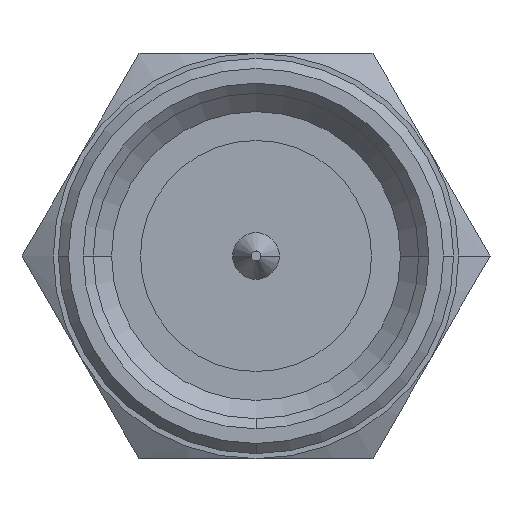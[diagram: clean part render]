
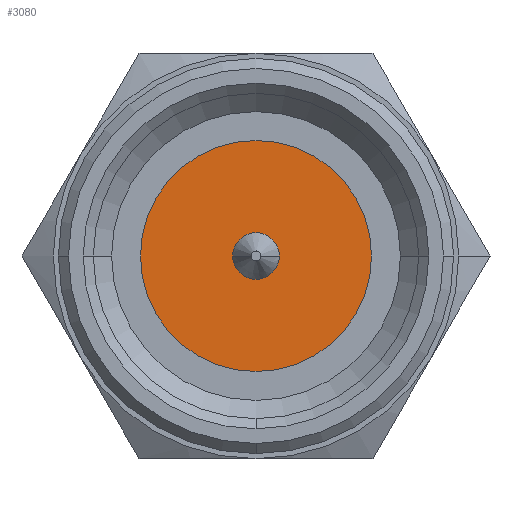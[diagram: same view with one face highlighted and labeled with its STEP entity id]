
A CAD part, left-side view. The second image highlights one B-rep face of the part: STEP entity #3080.
In plain terms, the highlighted planar face has unit normal (-1, 0, 0).
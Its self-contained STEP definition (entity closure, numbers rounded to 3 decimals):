
#171 = ORIENTED_EDGE ( 'NONE', *, *, #1526, .F. ) ;
#324 = CIRCLE ( 'NONE', #4742, 0.46 ) ;
#345 = CARTESIAN_POINT ( 'NONE',  ( 3.15, 0.46, 0. ) ) ;
#467 = CARTESIAN_POINT ( 'NONE',  ( 3.15, 0., 0. ) ) ;
#475 = CARTESIAN_POINT ( 'NONE',  ( 3.15, 0., 0. ) ) ;
#476 = EDGE_CURVE ( 'NONE', #3259, #7364, #1944, .T. ) ;
#530 = CARTESIAN_POINT ( 'NONE',  ( 3.15, -0.46, 0. ) ) ;
#584 = VERTEX_POINT ( 'NONE', #530 ) ;
#924 = AXIS2_PLACEMENT_3D ( 'NONE', #475, #3519, #2883 ) ;
#971 = ORIENTED_EDGE ( 'NONE', *, *, #6185, .F. ) ;
#1020 = DIRECTION ( 'NONE',  ( 0., 1., 0. ) ) ;
#1138 = PLANE ( 'NONE',  #6649 ) ;
#1161 = VERTEX_POINT ( 'NONE', #345 ) ;
#1283 = CIRCLE ( 'NONE', #3311, 2.28 ) ;
#1289 = CARTESIAN_POINT ( 'NONE',  ( 3.15, 2.28, 0. ) ) ;
#1526 = EDGE_CURVE ( 'NONE', #1161, #584, #324, .T. ) ;
#1541 = CIRCLE ( 'NONE', #924, 0.46 ) ;
#1566 = DIRECTION ( 'NONE',  ( -1., 0., 0. ) ) ;
#1899 = DIRECTION ( 'NONE',  ( -1., 0., 0. ) ) ;
#1944 = CIRCLE ( 'NONE', #4357, 2.28 ) ;
#2019 = CARTESIAN_POINT ( 'NONE',  ( 3.15, 0., 0. ) ) ;
#2333 = DIRECTION ( 'NONE',  ( 0., 0., 1. ) ) ;
#2489 = EDGE_LOOP ( 'NONE', ( #971, #171 ) ) ;
#2494 = DIRECTION ( 'NONE',  ( -1., 0., 0. ) ) ;
#2883 = DIRECTION ( 'NONE',  ( 0., -1., 0. ) ) ;
#3046 = CARTESIAN_POINT ( 'NONE',  ( 3.15, 0., 0. ) ) ;
#3080 = ADVANCED_FACE ( 'NONE', ( #6561, #4833 ), #1138, .T. ) ;
#3259 = VERTEX_POINT ( 'NONE', #1289 ) ;
#3311 = AXIS2_PLACEMENT_3D ( 'NONE', #4983, #4389, #6206 ) ;
#3519 = DIRECTION ( 'NONE',  ( -1., 0., 0. ) ) ;
#4000 = ORIENTED_EDGE ( 'NONE', *, *, #476, .T. ) ;
#4357 = AXIS2_PLACEMENT_3D ( 'NONE', #2019, #1899, #6690 ) ;
#4389 = DIRECTION ( 'NONE',  ( 1., 0., 0. ) ) ;
#4742 = AXIS2_PLACEMENT_3D ( 'NONE', #467, #1566, #1020 ) ;
#4833 = FACE_OUTER_BOUND ( 'NONE', #6123, .T. ) ;
#4983 = CARTESIAN_POINT ( 'NONE',  ( 3.15, 0., 0. ) ) ;
#5651 = EDGE_CURVE ( 'NONE', #3259, #7364, #1283, .T. ) ;
#6123 = EDGE_LOOP ( 'NONE', ( #4000, #6682 ) ) ;
#6185 = EDGE_CURVE ( 'NONE', #584, #1161, #1541, .T. ) ;
#6206 = DIRECTION ( 'NONE',  ( 0., 1., 0. ) ) ;
#6561 = FACE_BOUND ( 'NONE', #2489, .T. ) ;
#6649 = AXIS2_PLACEMENT_3D ( 'NONE', #3046, #2494, #2333 ) ;
#6682 = ORIENTED_EDGE ( 'NONE', *, *, #5651, .F. ) ;
#6690 = DIRECTION ( 'NONE',  ( 0., 1., 0. ) ) ;
#7364 = VERTEX_POINT ( 'NONE', #7442 ) ;
#7442 = CARTESIAN_POINT ( 'NONE',  ( 3.15, -2.28, 0. ) ) ;
